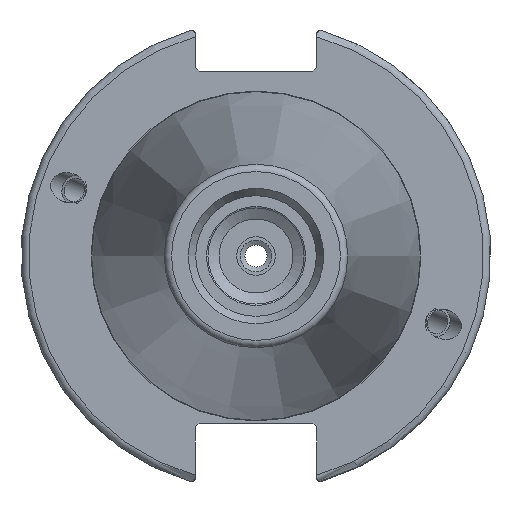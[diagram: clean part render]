
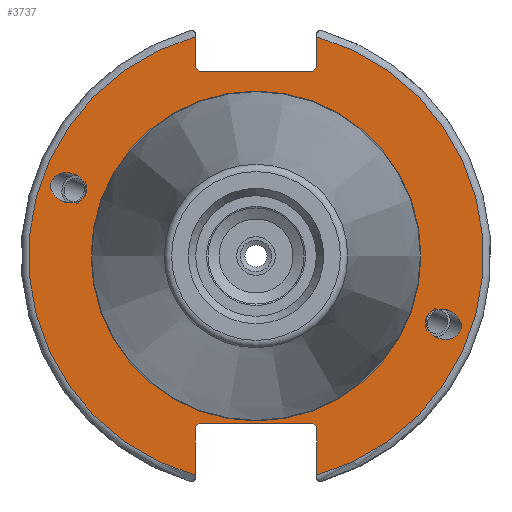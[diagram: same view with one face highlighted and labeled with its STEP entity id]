
A CAD part, left-side view. The second image highlights one B-rep face of the part: STEP entity #3737.
In plain terms, the highlighted planar face has unit normal (-1, 0, 0).
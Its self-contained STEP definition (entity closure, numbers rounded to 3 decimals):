
#92=ELLIPSE('',#4125,2.442,2.);
#101=ELLIPSE('',#4173,2.442,2.);
#181=FACE_BOUND('',#648,.T.);
#182=FACE_BOUND('',#649,.T.);
#183=FACE_BOUND('',#650,.T.);
#227=PLANE('',#4186);
#419=FACE_OUTER_BOUND('',#647,.T.);
#647=EDGE_LOOP('',(#2846,#2847,#2848,#2849,#2850,#2851,#2852,#2853,#2854,
#2855,#2856,#2857));
#648=EDGE_LOOP('',(#2858));
#649=EDGE_LOOP('',(#2859));
#650=EDGE_LOOP('',(#2860,#2861));
#883=LINE('',#6420,#1071);
#884=LINE('',#6422,#1072);
#885=LINE('',#6424,#1073);
#886=LINE('',#6426,#1074);
#887=LINE('',#6428,#1075);
#888=LINE('',#6432,#1076);
#889=LINE('',#6434,#1077);
#890=LINE('',#6436,#1078);
#891=LINE('',#6438,#1079);
#892=LINE('',#6439,#1080);
#1071=VECTOR('',#4976,10.);
#1072=VECTOR('',#4977,10.);
#1073=VECTOR('',#4978,10.);
#1074=VECTOR('',#4979,10.);
#1075=VECTOR('',#4980,10.);
#1076=VECTOR('',#4983,10.);
#1077=VECTOR('',#4984,10.);
#1078=VECTOR('',#4985,10.);
#1079=VECTOR('',#4986,10.);
#1080=VECTOR('',#4987,10.);
#1298=CIRCLE('',#4182,22.3);
#1299=CIRCLE('',#4183,22.3);
#1302=CIRCLE('',#4187,30.75);
#1303=CIRCLE('',#4188,30.75);
#1596=VERTEX_POINT('',#6197);
#1641=VERTEX_POINT('',#6390);
#1647=VERTEX_POINT('',#6407);
#1648=VERTEX_POINT('',#6409);
#1650=VERTEX_POINT('',#6416);
#1651=VERTEX_POINT('',#6417);
#1652=VERTEX_POINT('',#6419);
#1653=VERTEX_POINT('',#6421);
#1654=VERTEX_POINT('',#6423);
#1655=VERTEX_POINT('',#6425);
#1656=VERTEX_POINT('',#6427);
#1657=VERTEX_POINT('',#6429);
#1658=VERTEX_POINT('',#6431);
#1659=VERTEX_POINT('',#6433);
#1660=VERTEX_POINT('',#6435);
#1661=VERTEX_POINT('',#6437);
#2034=EDGE_CURVE('',#1596,#1596,#92,.T.);
#2095=EDGE_CURVE('',#1641,#1641,#101,.T.);
#2103=EDGE_CURVE('',#1647,#1648,#1298,.T.);
#2104=EDGE_CURVE('',#1648,#1647,#1299,.T.);
#2107=EDGE_CURVE('',#1650,#1651,#1302,.T.);
#2108=EDGE_CURVE('',#1650,#1652,#883,.T.);
#2109=EDGE_CURVE('',#1653,#1652,#884,.T.);
#2110=EDGE_CURVE('',#1653,#1654,#885,.T.);
#2111=EDGE_CURVE('',#1655,#1654,#886,.T.);
#2112=EDGE_CURVE('',#1655,#1656,#887,.T.);
#2113=EDGE_CURVE('',#1657,#1656,#1303,.T.);
#2114=EDGE_CURVE('',#1657,#1658,#888,.T.);
#2115=EDGE_CURVE('',#1659,#1658,#889,.T.);
#2116=EDGE_CURVE('',#1659,#1660,#890,.T.);
#2117=EDGE_CURVE('',#1661,#1660,#891,.T.);
#2118=EDGE_CURVE('',#1661,#1651,#892,.T.);
#2846=ORIENTED_EDGE('',*,*,#2107,.F.);
#2847=ORIENTED_EDGE('',*,*,#2108,.T.);
#2848=ORIENTED_EDGE('',*,*,#2109,.F.);
#2849=ORIENTED_EDGE('',*,*,#2110,.T.);
#2850=ORIENTED_EDGE('',*,*,#2111,.F.);
#2851=ORIENTED_EDGE('',*,*,#2112,.T.);
#2852=ORIENTED_EDGE('',*,*,#2113,.F.);
#2853=ORIENTED_EDGE('',*,*,#2114,.T.);
#2854=ORIENTED_EDGE('',*,*,#2115,.F.);
#2855=ORIENTED_EDGE('',*,*,#2116,.T.);
#2856=ORIENTED_EDGE('',*,*,#2117,.F.);
#2857=ORIENTED_EDGE('',*,*,#2118,.T.);
#2858=ORIENTED_EDGE('',*,*,#2034,.T.);
#2859=ORIENTED_EDGE('',*,*,#2095,.T.);
#2860=ORIENTED_EDGE('',*,*,#2104,.F.);
#2861=ORIENTED_EDGE('',*,*,#2103,.F.);
#3737=ADVANCED_FACE('',(#419,#181,#182,#183),#227,.T.);
#4125=AXIS2_PLACEMENT_3D('',#6199,#4831,#4832);
#4173=AXIS2_PLACEMENT_3D('',#6392,#4944,#4945);
#4182=AXIS2_PLACEMENT_3D('',#6410,#4964,#4965);
#4183=AXIS2_PLACEMENT_3D('',#6411,#4966,#4967);
#4186=AXIS2_PLACEMENT_3D('',#6415,#4972,#4973);
#4187=AXIS2_PLACEMENT_3D('',#6418,#4974,#4975);
#4188=AXIS2_PLACEMENT_3D('',#6430,#4981,#4982);
#4831=DIRECTION('center_axis',(1.,0.,0.));
#4832=DIRECTION('ref_axis',(0.,-0.94,-0.342));
#4944=DIRECTION('center_axis',(1.,0.,0.));
#4945=DIRECTION('ref_axis',(0.,0.94,0.342));
#4964=DIRECTION('center_axis',(-1.,0.,0.));
#4965=DIRECTION('ref_axis',(0.,-1.,0.));
#4966=DIRECTION('center_axis',(-1.,0.,0.));
#4967=DIRECTION('ref_axis',(0.,-1.,0.));
#4972=DIRECTION('center_axis',(-1.,0.,0.));
#4973=DIRECTION('ref_axis',(0.,0.,1.));
#4974=DIRECTION('center_axis',(1.,0.,0.));
#4975=DIRECTION('ref_axis',(0.,-1.,0.));
#4976=DIRECTION('',(0.,0.,-1.));
#4977=DIRECTION('',(0.,-0.707,0.707));
#4978=DIRECTION('',(0.,1.,0.));
#4979=DIRECTION('',(0.,-0.707,-0.707));
#4980=DIRECTION('',(0.,0.,1.));
#4981=DIRECTION('center_axis',(1.,0.,0.));
#4982=DIRECTION('ref_axis',(0.,1.,0.));
#4983=DIRECTION('',(0.,0.,1.));
#4984=DIRECTION('',(0.,0.707,-0.707));
#4985=DIRECTION('',(0.,-1.,0.));
#4986=DIRECTION('',(0.,0.707,0.707));
#4987=DIRECTION('',(0.,0.,-1.));
#6197=CARTESIAN_POINT('',(3.175,-23.077,-8.399));
#6199=CARTESIAN_POINT('Origin',(3.175,-25.372,-9.235));
#6390=CARTESIAN_POINT('',(3.175,23.077,8.399));
#6392=CARTESIAN_POINT('Origin',(3.175,25.372,9.235));
#6407=CARTESIAN_POINT('',(3.175,0.,22.3));
#6409=CARTESIAN_POINT('',(3.175,22.3,0.));
#6410=CARTESIAN_POINT('Origin',(3.175,0.,0.));
#6411=CARTESIAN_POINT('Origin',(3.175,0.,0.));
#6415=CARTESIAN_POINT('Origin',(3.175,31.75,0.));
#6416=CARTESIAN_POINT('',(3.175,-8.19,29.639));
#6417=CARTESIAN_POINT('',(3.175,-8.19,-29.639));
#6418=CARTESIAN_POINT('Origin',(3.175,0.,0.));
#6419=CARTESIAN_POINT('',(3.175,-8.19,25.5));
#6420=CARTESIAN_POINT('',(3.175,-8.19,12.5));
#6421=CARTESIAN_POINT('',(3.175,-7.69,25.));
#6422=CARTESIAN_POINT('',(3.175,8.295,9.015));
#6423=CARTESIAN_POINT('',(3.175,7.69,25.));
#6424=CARTESIAN_POINT('',(3.175,15.875,25.));
#6425=CARTESIAN_POINT('',(3.175,8.19,25.5));
#6426=CARTESIAN_POINT('',(3.175,7.58,24.89));
#6427=CARTESIAN_POINT('',(3.175,8.19,29.639));
#6428=CARTESIAN_POINT('',(3.175,8.19,12.5));
#6429=CARTESIAN_POINT('',(3.175,8.19,-29.639));
#6430=CARTESIAN_POINT('Origin',(3.175,0.,0.));
#6431=CARTESIAN_POINT('',(3.175,8.19,-23.1));
#6432=CARTESIAN_POINT('',(3.175,8.19,-11.3));
#6433=CARTESIAN_POINT('',(3.175,7.69,-22.6));
#6434=CARTESIAN_POINT('',(3.175,8.18,-23.09));
#6435=CARTESIAN_POINT('',(3.175,-7.69,-22.6));
#6436=CARTESIAN_POINT('',(3.175,15.875,-22.6));
#6437=CARTESIAN_POINT('',(3.175,-8.19,-23.1));
#6438=CARTESIAN_POINT('',(3.175,7.695,-7.215));
#6439=CARTESIAN_POINT('',(3.175,-8.19,-11.3));
